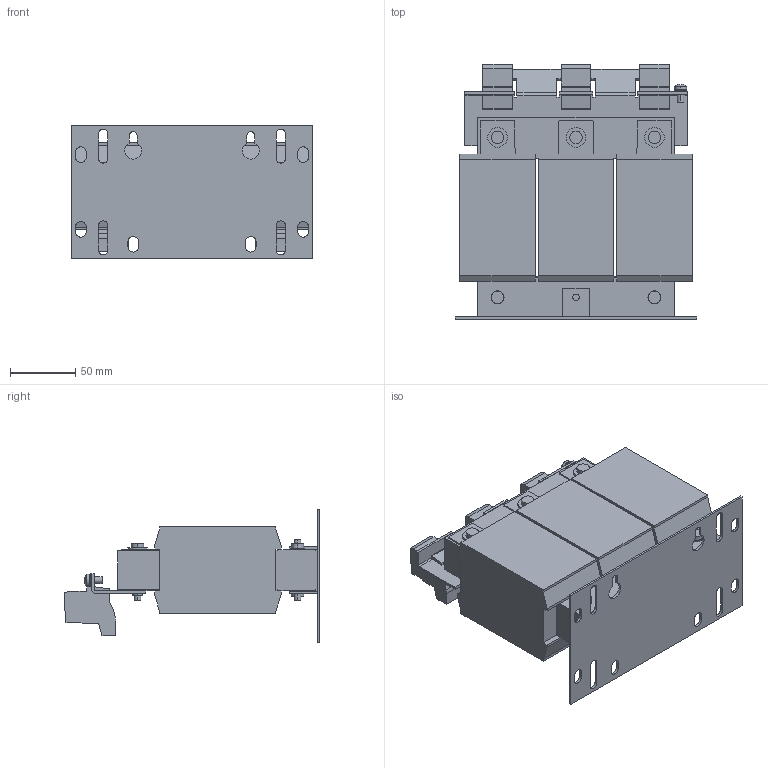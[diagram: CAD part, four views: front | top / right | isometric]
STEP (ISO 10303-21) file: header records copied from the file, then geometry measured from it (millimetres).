
FILE_DESCRIPTION (( 'STEP AP214' ), '1' );
FILE_NAME ('397415.STEP', '2021-11-24T10:43:23', ( '' ), ( '' ), 'SwSTEP 2.0', 'SolidWorks 2018', '' );
FILE_SCHEMA (( 'AUTOMOTIVE_DESIGN' ));
Length unit declared in the file: millimetre
Products named in the file (1): 397415
Bounding box: 185 x 195.4 x 102 mm (x, y, z)
Volume: 1482328.3 mm3; surface area: 188401.5 mm2
Topology: 1 solids, 1 shells, 698 faces, 1900 edges, 1257 vertices
Faces by surface type: plane 501, cylinder 135, bspline 56, cone 6
Entity records: 24649 total; most frequent: CARTESIAN_POINT 7003, ORIENTED_EDGE 3796, DIRECTION 3368, EDGE_CURVE 1898, LINE 1466, VECTOR 1466, VERTEX_POINT 1257, AXIS2_PLACEMENT_3D 951
